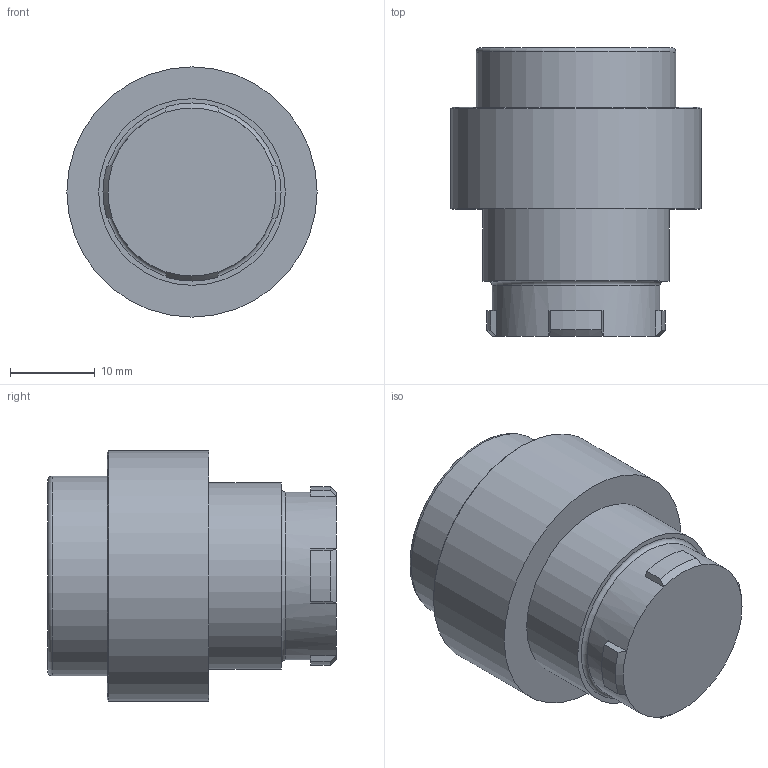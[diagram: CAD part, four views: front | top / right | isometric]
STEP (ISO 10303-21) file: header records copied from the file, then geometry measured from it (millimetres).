
FILE_DESCRIPTION(/* description */ ('STEP AP242','CAx-IF Rec.Pracs.---Representation and Presentation of Product Manufacturing Information (PMI)---4.0---2014-10-13','CAx-IF Rec.Pracs.---3D Tessellated Geometry---0.4---2014-09-14','2;1'),/* implementation_level */ '2;1');
FILE_NAME(/* name */ 'ECX 1214',/* time_stamp */ '2025-09-19T15:45:47+02:00',/* author */ ('License CC BY-ND 4.0'),/* organization */ ('CADENAS'),/* preprocessor_version */ 'ST-DEVELOPER v19.3',/* originating_system */ 'PARTsolutions',/* authorisation */ ' ');
FILE_SCHEMA (('AP242_MANAGED_MODEL_BASED_3D_ENGINEERING_MIM_LF { 1 0 10303 442 1 1 4 }'));
Length unit declared in the file: millimetre
Products named in the file (2): ECX 1214; ECX 1214(button)
Assembly tree (1 placements, depth 2):
  ECX 1214
    ECX 1214(button)
Bounding box: 29.5 x 34 x 29.5 mm (x, y, z)
Volume: 16427.8 mm3; surface area: 4132.8 mm2
Topology: 1 solids, 1 shells, 34 faces, 73 edges, 45 vertices
Faces by surface type: plane 18, cylinder 9, cone 5, torus 2
Full cylindrical faces by diameter (mm): 19.8 x1, 22 x1, 23.5 x1, 25.52 x1, 29.5 x1
Entity records: 1153 total; most frequent: CARTESIAN_POINT 168, DIRECTION 160, ORIENTED_EDGE 128, AXIS2_PLACEMENT_3D 68, EDGE_CURVE 64, EDGE_LOOP 46, FACE_BOUND 46, VERTEX_POINT 44
